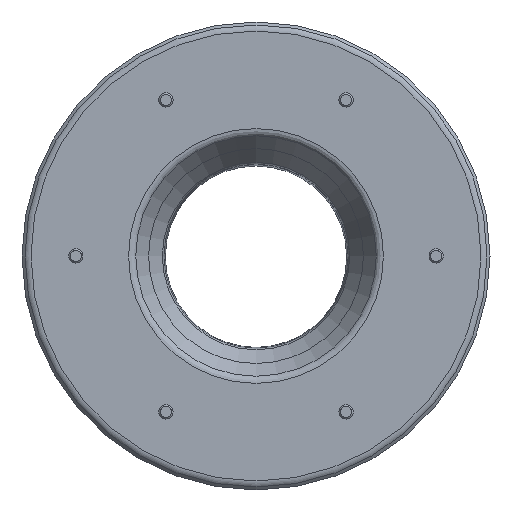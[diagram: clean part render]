
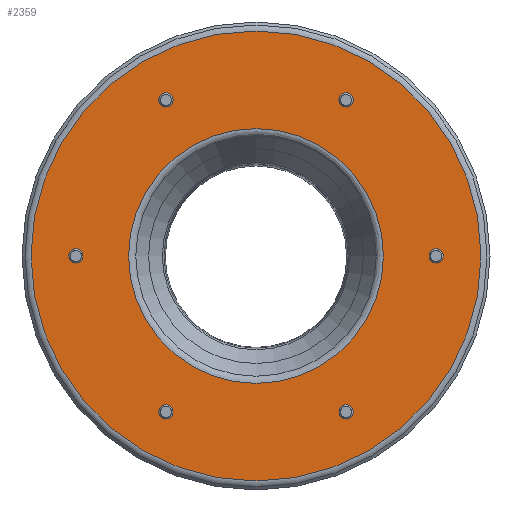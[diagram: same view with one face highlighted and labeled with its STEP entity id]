
A CAD part, top view. The second image highlights one B-rep face of the part: STEP entity #2359.
In plain terms, the highlighted planar face has unit normal (0, 0, 1).
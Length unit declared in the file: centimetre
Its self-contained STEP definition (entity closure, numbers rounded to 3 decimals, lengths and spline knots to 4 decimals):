
#32=FACE_BOUND('',#243,.T.);
#35=PLANE('',#2557);
#58=FACE_OUTER_BOUND('',#242,.T.);
#242=EDGE_LOOP('',(#1496));
#243=EDGE_LOOP('',(#1497));
#756=CIRCLE('',#2555,89.8431);
#758=CIRCLE('',#2558,158.636);
#948=VERTEX_POINT('',#3853);
#949=VERTEX_POINT('',#3857);
#1135=EDGE_CURVE('',#948,#948,#756,.T.);
#1137=EDGE_CURVE('',#949,#949,#758,.T.);
#1496=ORIENTED_EDGE('',*,*,#1137,.F.);
#1497=ORIENTED_EDGE('',*,*,#1135,.T.);
#2359=ADVANCED_FACE('',(#58,#32),#35,.T.);
#2555=AXIS2_PLACEMENT_3D('',#3854,#2939,#2940);
#2557=AXIS2_PLACEMENT_3D('',#3856,#2943,#2944);
#2558=AXIS2_PLACEMENT_3D('',#3858,#2945,#2946);
#2939=DIRECTION('center_axis',(0.,0.,
-1.));
#2940=DIRECTION('ref_axis',(1.,0.,0.));
#2943=DIRECTION('center_axis',(0.,0.,
1.));
#2944=DIRECTION('ref_axis',(0.,-1.,0.));
#2945=DIRECTION('center_axis',(0.,0.,
-1.));
#2946=DIRECTION('ref_axis',(1.,0.,0.));
#3853=CARTESIAN_POINT('',(0.,-89.8431,280.));
#3854=CARTESIAN_POINT('Origin',(0.,0.,
280.));
#3856=CARTESIAN_POINT('Origin',(-158.636,0.,280.));
#3857=CARTESIAN_POINT('',(0.,-158.636,280.));
#3858=CARTESIAN_POINT('Origin',(0.,0.,
280.));
